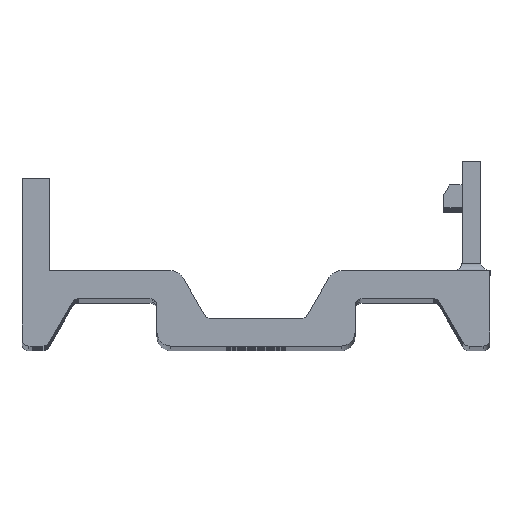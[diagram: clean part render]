
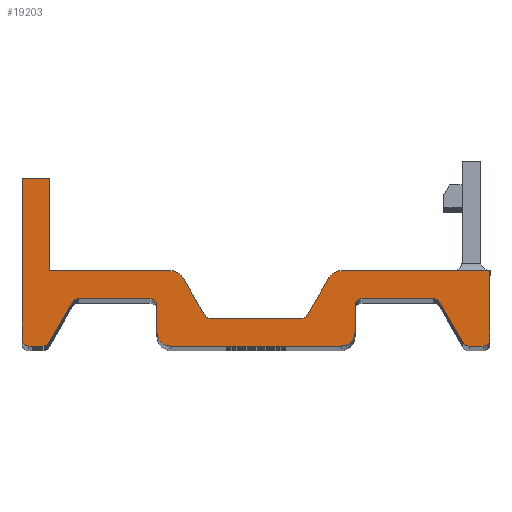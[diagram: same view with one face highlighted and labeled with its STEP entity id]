
A CAD part, top view. The second image highlights one B-rep face of the part: STEP entity #19203.
In plain terms, the highlighted planar face has unit normal (0, 0, 1).
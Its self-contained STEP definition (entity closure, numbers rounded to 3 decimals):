
#69=DIRECTION('',(0.,1.,0.));
#70=VECTOR('',#69,6.6);
#71=CARTESIAN_POINT('',(-14.775,5.4,56.));
#72=LINE('',#71,#70);
#473=DIRECTION('',(1.,0.,0.));
#474=VECTOR('',#473,2.);
#475=CARTESIAN_POINT('',(-16.775,12.,56.));
#476=LINE('',#475,#474);
#481=DIRECTION('',(0.,-1.,0.));
#482=VECTOR('',#481,11.5);
#483=CARTESIAN_POINT('',(-16.775,12.,56.));
#484=LINE('',#483,#482);
#713=CARTESIAN_POINT('',(-16.275,0.5,56.));
#714=DIRECTION('',(0.,0.,-1.));
#715=DIRECTION('',(0.,-1.,0.));
#716=AXIS2_PLACEMENT_3D('',#713,#714,#715);
#731=DIRECTION('',(1.,0.,0.));
#732=VECTOR('',#731,1.);
#733=CARTESIAN_POINT('',(-16.275,0.,56.));
#734=LINE('',#733,#732);
#903=CARTESIAN_POINT('',(-15.275,0.5,56.));
#904=DIRECTION('',(0.,0.,-1.));
#905=DIRECTION('',(0.866,-0.5,0.));
#906=AXIS2_PLACEMENT_3D('',#903,#904,#905);
#921=DIRECTION('',(0.5,0.866,0.));
#922=VECTOR('',#921,3.349);
#923=CARTESIAN_POINT('',(-14.842,0.25,56.));
#924=LINE('',#923,#922);
#929=CARTESIAN_POINT('',(-12.735,2.9,56.));
#930=DIRECTION('',(0.,0.,1.));
#931=DIRECTION('',(0.,1.,0.));
#932=AXIS2_PLACEMENT_3D('',#929,#930,#931);
#947=DIRECTION('',(1.,0.,0.));
#948=VECTOR('',#947,5.135);
#949=CARTESIAN_POINT('',(-12.735,3.4,56.));
#950=LINE('',#949,#948);
#1267=CARTESIAN_POINT('',(-7.6,2.9,56.));
#1268=DIRECTION('',(0.,0.,1.));
#1269=DIRECTION('',(1.,0.,0.));
#1270=AXIS2_PLACEMENT_3D('',#1267,#1268,#1269);
#1280=DIRECTION('',(0.,-1.,0.));
#1281=VECTOR('',#1280,1.9);
#1282=CARTESIAN_POINT('',(-7.1,2.9,56.));
#1283=LINE('',#1282,#1281);
#1296=CARTESIAN_POINT('',(-6.1,1.,56.));
#1297=DIRECTION('',(0.,0.,-1.));
#1298=DIRECTION('',(0.,-1.,0.));
#1299=AXIS2_PLACEMENT_3D('',#1296,#1297,#1298);
#1314=DIRECTION('',(1.,0.,0.));
#1315=VECTOR('',#1314,12.2);
#1316=CARTESIAN_POINT('',(-6.1,0.,56.));
#1317=LINE('',#1316,#1315);
#1514=CARTESIAN_POINT('',(6.1,1.,56.));
#1515=DIRECTION('',(0.,0.,-1.));
#1516=DIRECTION('',(1.,0.,0.));
#1517=AXIS2_PLACEMENT_3D('',#1514,#1515,#1516);
#1532=DIRECTION('',(0.,1.,0.));
#1533=VECTOR('',#1532,1.9);
#1534=CARTESIAN_POINT('',(7.1,1.,56.));
#1535=LINE('',#1534,#1533);
#1548=CARTESIAN_POINT('',(7.6,2.9,56.));
#1549=DIRECTION('',(0.,0.,1.));
#1550=DIRECTION('',(0.,1.,0.));
#1551=AXIS2_PLACEMENT_3D('',#1548,#1549,#1550);
#1561=DIRECTION('',(1.,0.,0.));
#1562=VECTOR('',#1561,5.135);
#1563=CARTESIAN_POINT('',(7.6,3.4,56.));
#1564=LINE('',#1563,#1562);
#1769=CARTESIAN_POINT('',(12.735,2.9,56.));
#1770=DIRECTION('',(0.,0.,-1.));
#1771=DIRECTION('',(0.,1.,0.));
#1772=AXIS2_PLACEMENT_3D('',#1769,#1770,#1771);
#1787=DIRECTION('',(0.5,-0.866,0.));
#1788=VECTOR('',#1787,3.349);
#1789=CARTESIAN_POINT('',(13.168,3.15,56.));
#1790=LINE('',#1789,#1788);
#1795=CARTESIAN_POINT('',(15.275,0.5,56.));
#1796=DIRECTION('',(0.,0.,-1.));
#1797=DIRECTION('',(0.,-1.,0.));
#1798=AXIS2_PLACEMENT_3D('',#1795,#1796,#1797);
#1865=DIRECTION('',(1.,0.,0.));
#1866=VECTOR('',#1865,1.);
#1867=CARTESIAN_POINT('',(15.275,0.,56.));
#1868=LINE('',#1867,#1866);
#1869=CARTESIAN_POINT('',(16.275,0.5,56.));
#1870=DIRECTION('',(0.,0.,-1.));
#1871=DIRECTION('',(1.,0.,0.));
#1872=AXIS2_PLACEMENT_3D('',#1869,#1870,#1871);
#1887=DIRECTION('',(0.,1.,0.));
#1888=VECTOR('',#1887,4.9);
#1889=CARTESIAN_POINT('',(16.775,0.5,56.));
#1890=LINE('',#1889,#1888);
#1891=DIRECTION('',(-1.,0.,0.));
#1892=VECTOR('',#1891,10.675);
#1893=CARTESIAN_POINT('',(16.775,5.4,56.));
#1894=LINE('',#1893,#1892);
#2171=CARTESIAN_POINT('',(6.1,4.4,56.));
#2172=DIRECTION('',(0.,0.,-1.));
#2173=DIRECTION('',(-0.866,0.5,0.));
#2174=AXIS2_PLACEMENT_3D('',#2171,#2172,#2173);
#2241=DIRECTION('',(-0.5,-0.866,0.));
#2242=VECTOR('',#2241,3.06);
#2243=CARTESIAN_POINT('',(5.234,4.9,56.));
#2244=LINE('',#2243,#2242);
#2249=CARTESIAN_POINT('',(3.271,2.5,56.));
#2250=DIRECTION('',(0.,0.,1.));
#2251=DIRECTION('',(0.,-1.,0.));
#2252=AXIS2_PLACEMENT_3D('',#2249,#2250,#2251);
#2267=DIRECTION('',(-1.,0.,0.));
#2268=VECTOR('',#2267,6.542);
#2269=CARTESIAN_POINT('',(3.271,2.,56.));
#2270=LINE('',#2269,#2268);
#2276=CARTESIAN_POINT('',(-3.271,2.5,56.));
#2277=DIRECTION('',(0.,0.,-1.));
#2278=DIRECTION('',(0.,-1.,0.));
#2279=AXIS2_PLACEMENT_3D('',#2276,#2277,#2278);
#2294=DIRECTION('',(-0.5,0.866,0.));
#2295=VECTOR('',#2294,3.06);
#2296=CARTESIAN_POINT('',(-3.704,2.25,56.));
#2297=LINE('',#2296,#2295);
#2302=CARTESIAN_POINT('',(-6.1,4.4,56.));
#2303=DIRECTION('',(0.,0.,-1.));
#2304=DIRECTION('',(0.,1.,0.));
#2305=AXIS2_PLACEMENT_3D('',#2302,#2303,#2304);
#2372=DIRECTION('',(-1.,0.,0.));
#2373=VECTOR('',#2372,8.675);
#2374=CARTESIAN_POINT('',(-6.1,5.4,56.));
#2375=LINE('',#2374,#2373);
#18758=CARTESIAN_POINT('',(-16.775,12.,56.));
#18759=CARTESIAN_POINT('',(-16.775,0.5,56.));
#18760=VERTEX_POINT('',#18758);
#18761=VERTEX_POINT('',#18759);
#18762=CARTESIAN_POINT('',(-16.275,0.,56.));
#18763=CARTESIAN_POINT('',(-15.275,0.,56.));
#18764=VERTEX_POINT('',#18762);
#18765=VERTEX_POINT('',#18763);
#18766=CARTESIAN_POINT('',(-12.735,3.4,56.));
#18767=CARTESIAN_POINT('',(-7.6,3.4,56.));
#18768=VERTEX_POINT('',#18766);
#18769=VERTEX_POINT('',#18767);
#18770=CARTESIAN_POINT('',(-7.1,2.9,56.));
#18771=CARTESIAN_POINT('',(-7.1,1.,56.));
#18772=VERTEX_POINT('',#18770);
#18773=VERTEX_POINT('',#18771);
#18774=CARTESIAN_POINT('',(-6.1,0.,56.));
#18775=CARTESIAN_POINT('',(6.1,0.,56.));
#18776=VERTEX_POINT('',#18774);
#18777=VERTEX_POINT('',#18775);
#18778=CARTESIAN_POINT('',(7.1,1.,56.));
#18779=CARTESIAN_POINT('',(7.1,2.9,56.));
#18780=VERTEX_POINT('',#18778);
#18781=VERTEX_POINT('',#18779);
#18782=CARTESIAN_POINT('',(7.6,3.4,56.));
#18783=CARTESIAN_POINT('',(12.735,3.4,56.));
#18784=VERTEX_POINT('',#18782);
#18785=VERTEX_POINT('',#18783);
#18786=CARTESIAN_POINT('',(15.275,0.,56.));
#18787=CARTESIAN_POINT('',(16.275,0.,56.));
#18788=VERTEX_POINT('',#18786);
#18789=VERTEX_POINT('',#18787);
#18790=CARTESIAN_POINT('',(16.775,0.5,56.));
#18791=CARTESIAN_POINT('',(16.775,5.4,56.));
#18792=VERTEX_POINT('',#18790);
#18793=VERTEX_POINT('',#18791);
#18794=CARTESIAN_POINT('',(6.1,5.4,56.));
#18795=VERTEX_POINT('',#18794);
#18796=CARTESIAN_POINT('',(3.271,2.,56.));
#18797=CARTESIAN_POINT('',(-3.271,2.,56.));
#18798=VERTEX_POINT('',#18796);
#18799=VERTEX_POINT('',#18797);
#18800=CARTESIAN_POINT('',(-6.1,5.4,56.));
#18801=CARTESIAN_POINT('',(-14.775,5.4,56.));
#18802=VERTEX_POINT('',#18800);
#18803=VERTEX_POINT('',#18801);
#18804=CARTESIAN_POINT('',(-14.775,12.,56.));
#18805=VERTEX_POINT('',#18804);
#18806=CARTESIAN_POINT('',(-5.234,4.9,56.));
#18807=VERTEX_POINT('',#18806);
#18808=CARTESIAN_POINT('',(5.234,4.9,56.));
#18809=VERTEX_POINT('',#18808);
#18810=CARTESIAN_POINT('',(14.842,0.25,56.));
#18811=VERTEX_POINT('',#18810);
#18812=CARTESIAN_POINT('',(-14.842,0.25,56.));
#18813=VERTEX_POINT('',#18812);
#18814=CARTESIAN_POINT('',(13.168,3.15,56.));
#18815=VERTEX_POINT('',#18814);
#18816=CARTESIAN_POINT('',(3.704,2.25,56.));
#18817=VERTEX_POINT('',#18816);
#18818=CARTESIAN_POINT('',(-3.704,2.25,56.));
#18819=VERTEX_POINT('',#18818);
#18820=CARTESIAN_POINT('',(-13.168,3.15,56.));
#18821=VERTEX_POINT('',#18820);
#19133=CARTESIAN_POINT('',(16.775,13.25,56.));
#19134=DIRECTION('',(0.,0.,-1.));
#19135=DIRECTION('',(-1.,0.,0.));
#19136=AXIS2_PLACEMENT_3D('',#19133,#19134,#19135);
#19137=PLANE('',#19136);
#19139=ORIENTED_EDGE('',*,*,#19138,.T.);
#19140=ORIENTED_EDGE('',*,*,#18899,.F.);
#19142=ORIENTED_EDGE('',*,*,#19141,.F.);
#19144=ORIENTED_EDGE('',*,*,#19143,.T.);
#19146=ORIENTED_EDGE('',*,*,#19145,.F.);
#19148=ORIENTED_EDGE('',*,*,#19147,.F.);
#19150=ORIENTED_EDGE('',*,*,#19149,.F.);
#19152=ORIENTED_EDGE('',*,*,#19151,.T.);
#19154=ORIENTED_EDGE('',*,*,#19153,.F.);
#19156=ORIENTED_EDGE('',*,*,#19155,.T.);
#19158=ORIENTED_EDGE('',*,*,#19157,.F.);
#19160=ORIENTED_EDGE('',*,*,#19159,.F.);
#19162=ORIENTED_EDGE('',*,*,#19161,.T.);
#19164=ORIENTED_EDGE('',*,*,#19163,.F.);
#19166=ORIENTED_EDGE('',*,*,#19165,.T.);
#19168=ORIENTED_EDGE('',*,*,#19167,.F.);
#19170=ORIENTED_EDGE('',*,*,#19169,.F.);
#19172=ORIENTED_EDGE('',*,*,#19171,.F.);
#19174=ORIENTED_EDGE('',*,*,#19173,.T.);
#19176=ORIENTED_EDGE('',*,*,#19175,.F.);
#19178=ORIENTED_EDGE('',*,*,#19177,.T.);
#19180=ORIENTED_EDGE('',*,*,#19179,.F.);
#19182=ORIENTED_EDGE('',*,*,#19181,.T.);
#19184=ORIENTED_EDGE('',*,*,#19183,.F.);
#19186=ORIENTED_EDGE('',*,*,#19185,.T.);
#19188=ORIENTED_EDGE('',*,*,#19187,.F.);
#19190=ORIENTED_EDGE('',*,*,#19189,.T.);
#19192=ORIENTED_EDGE('',*,*,#19191,.F.);
#19194=ORIENTED_EDGE('',*,*,#19193,.T.);
#19196=ORIENTED_EDGE('',*,*,#19195,.F.);
#19198=ORIENTED_EDGE('',*,*,#19197,.T.);
#19200=ORIENTED_EDGE('',*,*,#19199,.F.);
#19201=EDGE_LOOP('',(#19139,#19140,#19142,#19144,#19146,#19148,#19150,#19152,
#19154,#19156,#19158,#19160,#19162,#19164,#19166,#19168,#19170,#19172,#19174,
#19176,#19178,#19180,#19182,#19184,#19186,#19188,#19190,#19192,#19194,#19196,
#19198,#19200));
#19202=FACE_OUTER_BOUND('',#19201,.F.);
#19203=ADVANCED_FACE('',(#19202),#19137,.F.);
#717=CIRCLE('',#716,0.5);
#907=CIRCLE('',#906,0.5);
#933=CIRCLE('',#932,0.5);
#1271=CIRCLE('',#1270,0.5);
#1300=CIRCLE('',#1299,1.);
#1518=CIRCLE('',#1517,1.);
#1552=CIRCLE('',#1551,0.5);
#1773=CIRCLE('',#1772,0.5);
#1799=CIRCLE('',#1798,0.5);
#1873=CIRCLE('',#1872,0.5);
#2175=CIRCLE('',#2174,1.);
#2253=CIRCLE('',#2252,0.5);
#2280=CIRCLE('',#2279,0.5);
#2306=CIRCLE('',#2305,1.);
#18899=EDGE_CURVE('',#18803,#18805,#72,.T.);
#19138=EDGE_CURVE('',#18760,#18805,#476,.T.);
#19141=EDGE_CURVE('',#18802,#18803,#2375,.T.);
#19143=EDGE_CURVE('',#18802,#18807,#2306,.T.);
#19145=EDGE_CURVE('',#18819,#18807,#2297,.T.);
#19147=EDGE_CURVE('',#18799,#18819,#2280,.T.);
#19149=EDGE_CURVE('',#18798,#18799,#2270,.T.);
#19151=EDGE_CURVE('',#18798,#18817,#2253,.T.);
#19153=EDGE_CURVE('',#18809,#18817,#2244,.T.);
#19155=EDGE_CURVE('',#18809,#18795,#2175,.T.);
#19157=EDGE_CURVE('',#18793,#18795,#1894,.T.);
#19159=EDGE_CURVE('',#18792,#18793,#1890,.T.);
#19161=EDGE_CURVE('',#18792,#18789,#1873,.T.);
#19163=EDGE_CURVE('',#18788,#18789,#1868,.T.);
#19165=EDGE_CURVE('',#18788,#18811,#1799,.T.);
#19167=EDGE_CURVE('',#18815,#18811,#1790,.T.);
#19169=EDGE_CURVE('',#18785,#18815,#1773,.T.);
#19171=EDGE_CURVE('',#18784,#18785,#1564,.T.);
#19173=EDGE_CURVE('',#18784,#18781,#1552,.T.);
#19175=EDGE_CURVE('',#18780,#18781,#1535,.T.);
#19177=EDGE_CURVE('',#18780,#18777,#1518,.T.);
#19179=EDGE_CURVE('',#18776,#18777,#1317,.T.);
#19181=EDGE_CURVE('',#18776,#18773,#1300,.T.);
#19183=EDGE_CURVE('',#18772,#18773,#1283,.T.);
#19185=EDGE_CURVE('',#18772,#18769,#1271,.T.);
#19187=EDGE_CURVE('',#18768,#18769,#950,.T.);
#19189=EDGE_CURVE('',#18768,#18821,#933,.T.);
#19191=EDGE_CURVE('',#18813,#18821,#924,.T.);
#19193=EDGE_CURVE('',#18813,#18765,#907,.T.);
#19195=EDGE_CURVE('',#18764,#18765,#734,.T.);
#19197=EDGE_CURVE('',#18764,#18761,#717,.T.);
#19199=EDGE_CURVE('',#18760,#18761,#484,.T.);
